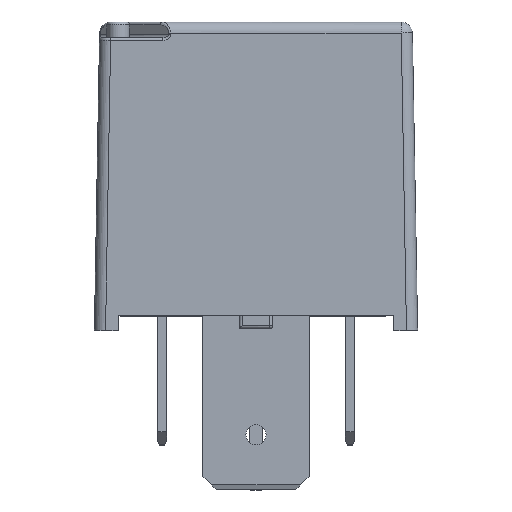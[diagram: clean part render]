
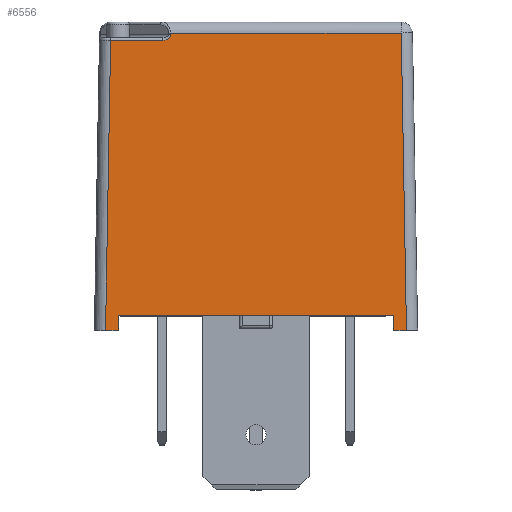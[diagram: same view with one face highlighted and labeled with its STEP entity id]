
A CAD part, top view. The second image highlights one B-rep face of the part: STEP entity #6556.
In plain terms, the highlighted planar face has unit normal (0, 0.014, 1).
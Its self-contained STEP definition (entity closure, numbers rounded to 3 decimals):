
#686=PLANE('',#6972);
#1023=FACE_OUTER_BOUND('',#1429,.T.);
#1429=EDGE_LOOP('',(#5874,#5875,#5876,#5877,#5878,#5879,#5880,#5881,#5882,
#5883,#5884));
#1546=ELLIPSE('',#6973,0.707,0.5);
#2021=LINE('',#11711,#2597);
#2028=LINE('',#11725,#2604);
#2031=LINE('',#11730,#2607);
#2039=LINE('',#11749,#2615);
#2041=LINE('',#11756,#2617);
#2042=LINE('',#11759,#2618);
#2043=LINE('',#11761,#2619);
#2044=LINE('',#11763,#2620);
#2045=LINE('',#11767,#2621);
#2046=LINE('',#11768,#2622);
#2597=VECTOR('',#8031,10.);
#2604=VECTOR('',#8046,10.);
#2607=VECTOR('',#8051,10.);
#2615=VECTOR('',#8067,10.);
#2617=VECTOR('',#8075,10.);
#2618=VECTOR('',#8078,10.);
#2619=VECTOR('',#8079,10.);
#2620=VECTOR('',#8080,10.);
#2621=VECTOR('',#8083,10.);
#2622=VECTOR('',#8084,10.);
#3233=VERTEX_POINT('',#11708);
#3234=VERTEX_POINT('',#11710);
#3237=VERTEX_POINT('',#11724);
#3238=VERTEX_POINT('',#11728);
#3245=VERTEX_POINT('',#11748);
#3247=VERTEX_POINT('',#11754);
#3248=VERTEX_POINT('',#11758);
#3249=VERTEX_POINT('',#11760);
#3250=VERTEX_POINT('',#11762);
#3251=VERTEX_POINT('',#11764);
#3252=VERTEX_POINT('',#11766);
#4116=EDGE_CURVE('',#3234,#3233,#2021,.T.);
#4123=EDGE_CURVE('',#3237,#3234,#2028,.T.);
#4126=EDGE_CURVE('',#3233,#3238,#2031,.T.);
#4135=EDGE_CURVE('',#3245,#3237,#2039,.T.);
#4139=EDGE_CURVE('',#3238,#3247,#2041,.T.);
#4140=EDGE_CURVE('',#3248,#3247,#2042,.T.);
#4141=EDGE_CURVE('',#3249,#3248,#2043,.T.);
#4142=EDGE_CURVE('',#3250,#3249,#2044,.T.);
#4143=EDGE_CURVE('',#3251,#3250,#1546,.T.);
#4144=EDGE_CURVE('',#3252,#3251,#2045,.T.);
#4145=EDGE_CURVE('',#3245,#3252,#2046,.T.);
#5874=ORIENTED_EDGE('',*,*,#4123,.T.);
#5875=ORIENTED_EDGE('',*,*,#4116,.T.);
#5876=ORIENTED_EDGE('',*,*,#4126,.T.);
#5877=ORIENTED_EDGE('',*,*,#4139,.T.);
#5878=ORIENTED_EDGE('',*,*,#4140,.F.);
#5879=ORIENTED_EDGE('',*,*,#4141,.F.);
#5880=ORIENTED_EDGE('',*,*,#4142,.F.);
#5881=ORIENTED_EDGE('',*,*,#4143,.F.);
#5882=ORIENTED_EDGE('',*,*,#4144,.F.);
#5883=ORIENTED_EDGE('',*,*,#4145,.F.);
#5884=ORIENTED_EDGE('',*,*,#4135,.T.);
#6556=ADVANCED_FACE('',(#1023),#686,.T.);
#6972=AXIS2_PLACEMENT_3D('',#11757,#8076,#8077);
#6973=AXIS2_PLACEMENT_3D('',#11765,#8081,#8082);
#8031=DIRECTION('',(1.,0.,0.));
#8046=DIRECTION('',(0.,1.,-0.014));
#8051=DIRECTION('',(0.,-1.,0.014));
#8067=DIRECTION('',(1.,0.,0.));
#8075=DIRECTION('',(1.,0.,0.));
#8076=DIRECTION('center_axis',(0.,0.014,
1.));
#8077=DIRECTION('ref_axis',(1.,0.,0.));
#8078=DIRECTION('',(0.017,-1.,0.014));
#8079=DIRECTION('',(1.,0.,0.));
#8080=DIRECTION('',(-0.014,1.,-0.014));
#8081=DIRECTION('center_axis',(0.,0.014,
1.));
#8082=DIRECTION('ref_axis',(1.,-0.014,0.));
#8083=DIRECTION('',(1.,0.,0.));
#8084=DIRECTION('',(0.017,1.,-0.014));
#11708=CARTESIAN_POINT('',(12.3,1.35,14.281));
#11710=CARTESIAN_POINT('',(-12.3,1.35,14.281));
#11711=CARTESIAN_POINT('',(-7.225,1.35,14.281));
#11724=CARTESIAN_POINT('',(-12.3,0.,14.3));
#11725=CARTESIAN_POINT('',(-12.3,0.014,14.3));
#11728=CARTESIAN_POINT('',(12.3,0.,14.3));
#11730=CARTESIAN_POINT('',(12.3,0.,14.3));
#11748=CARTESIAN_POINT('',(-13.45,0.,14.3));
#11749=CARTESIAN_POINT('',(-14.45,0.,14.3));
#11754=CARTESIAN_POINT('',(13.45,0.,14.3));
#11756=CARTESIAN_POINT('',(-14.45,0.,14.3));
#11757=CARTESIAN_POINT('Origin',(-14.45,0.,14.3));
#11758=CARTESIAN_POINT('',(12.986,26.564,13.929));
#11759=CARTESIAN_POINT('',(13.446,0.235,14.297));
#11760=CARTESIAN_POINT('',(-7.646,26.564,13.929));
#11761=CARTESIAN_POINT('',(-7.225,26.564,13.929));
#11762=CARTESIAN_POINT('',(-7.644,26.403,13.931));
#11763=CARTESIAN_POINT('',(-7.47,13.919,14.106));
#11764=CARTESIAN_POINT('',(-8.344,25.903,13.938));
#11765=CARTESIAN_POINT('Origin',(-8.351,26.403,13.931));
#11766=CARTESIAN_POINT('',(-12.998,25.903,13.938));
#11767=CARTESIAN_POINT('',(-13.2,25.903,13.938));
#11768=CARTESIAN_POINT('',(-13.447,0.182,14.297));
